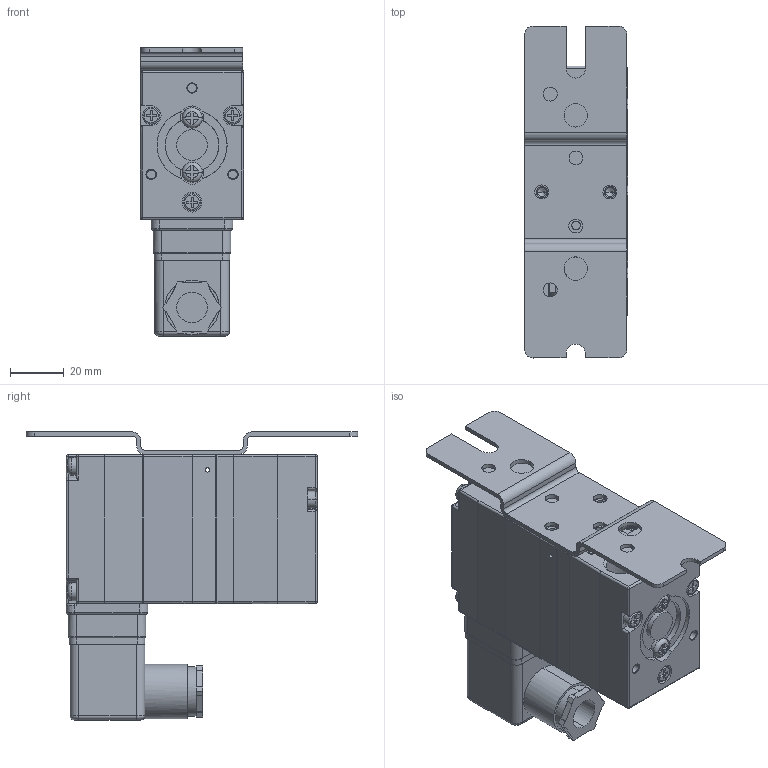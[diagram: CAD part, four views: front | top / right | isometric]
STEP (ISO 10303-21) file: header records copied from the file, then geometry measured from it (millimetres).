
FILE_DESCRIPTION (( 'STEP AP214' ), '1' );
FILE_NAME ('NCP2-20-3120D.STEP', '2017-03-30T13:14:14', ( '' ), ( '' ), 'SwSTEP 2.0', 'SolidWorks 2016', '' );
FILE_SCHEMA (( 'AUTOMOTIVE_DESIGN' ));
Length unit declared in the file: millimetre
Products named in the file (1): NCP2-20-3120D
Bounding box: 38.77 x 123.83 x 107.43 mm (x, y, z)
Volume: 223786.9 mm3; surface area: 53073.4 mm2
Topology: 5 solids, 14 shells, 1129 faces, 2951 edges, 1893 vertices
Faces by surface type: plane 622, cylinder 321, bspline 81, cone 51, torus 40, sphere 14
Entity records: 40318 total; most frequent: CARTESIAN_POINT 10645, ORIENTED_EDGE 5866, DIRECTION 5280, EDGE_CURVE 2933, VERTEX_POINT 1893, VECTOR 1778, LINE 1778, AXIS2_PLACEMENT_3D 1751
